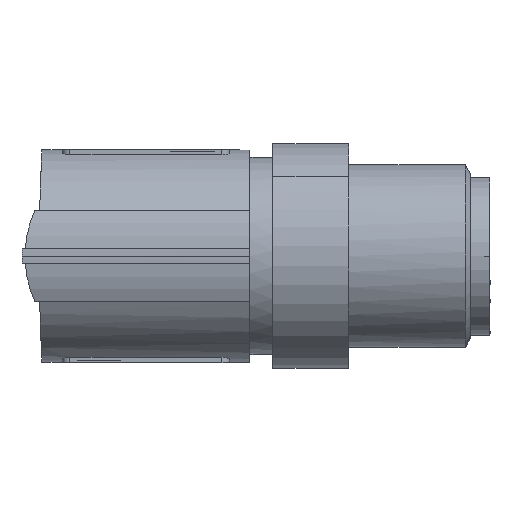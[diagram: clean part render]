
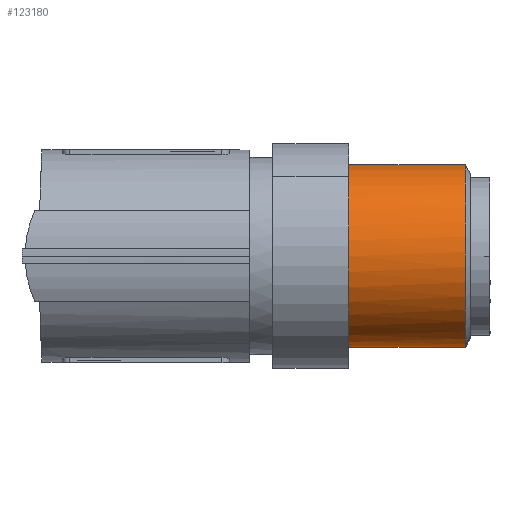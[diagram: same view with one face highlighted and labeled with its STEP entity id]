
A CAD part, left-side view. The second image highlights one B-rep face of the part: STEP entity #123180.
In plain terms, the highlighted cylindrical face has radius 6 mm (diameter 12 mm), a partial arc.
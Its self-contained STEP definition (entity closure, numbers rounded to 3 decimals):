
#59390=CARTESIAN_POINT('',(10.247,43.846,
212.75));
#59400=DIRECTION('',(-0.707,0.707,
0.));
#59410=DIRECTION('',(-0.707,-0.707,
0.));
#59420=AXIS2_PLACEMENT_3D('',#59390,#59400,#59410);
#59430=CIRCLE('',#59420,6.);
#59440=CARTESIAN_POINT('',(6.005,39.603,
212.75));
#59450=VERTEX_POINT('',#59440);
#59460=CARTESIAN_POINT('',(14.49,48.088,
212.75));
#59470=VERTEX_POINT('',#59460);
#59480=EDGE_CURVE('',#59450,#59470,#59430,.T.);
#59680=CARTESIAN_POINT('',(4.59,49.502,
212.75));
#59690=DIRECTION('',(-0.707,0.707,
0.));
#59700=DIRECTION('',(-0.707,-0.707,
0.));
#59710=AXIS2_PLACEMENT_3D('',#59680,#59690,#59700);
#59720=CYLINDRICAL_SURFACE('',#59710,6.);
#59730=CARTESIAN_POINT('',(8.833,53.745,
212.75));
#59740=DIRECTION('',(-0.707,0.707,
0.));
#59750=VECTOR('',#59740,1.);
#59760=LINE('',#59730,#59750);
#59770=CARTESIAN_POINT('',(9.057,53.521,
212.75));
#59780=VERTEX_POINT('',#59770);
#59790=EDGE_CURVE('',#59470,#59780,#59760,.T.);
#59810=CARTESIAN_POINT('',(4.815,49.278,
212.75));
#59820=DIRECTION('',(0.707,-0.707,
0.));
#59830=DIRECTION('',(0.683,0.683,
0.259));
#59840=AXIS2_PLACEMENT_3D('',#59810,#59820,#59830);
#59850=CIRCLE('',#59840,6.);
#59900=CARTESIAN_POINT('',(0.572,45.035,
212.75));
#59910=VERTEX_POINT('',#59900);
#59940=CARTESIAN_POINT('',(0.348,45.26,
212.75));
#59950=DIRECTION('',(-0.707,0.707,
0.));
#59960=VECTOR('',#59950,1.);
#59970=LINE('',#59940,#59960);
#59980=EDGE_CURVE('',#59450,#59910,#59970,.T.);
#60220=CARTESIAN_POINT('',(8.913,53.376,
214.303));
#60230=VERTEX_POINT('',#60220);
#60260=EDGE_CURVE('',#60230,#59910,#59850,.T.);
#119470=CARTESIAN_POINT('',(9.053,53.517,
213.012));
#119480=VERTEX_POINT('',#119470);
#119490=EDGE_CURVE('',#119480,#60230,#59850,.T.);
#119550=EDGE_CURVE('',#59780,#119480,#59850,.T.);
#123100=ORIENTED_EDGE('',*,*,#59790,.T.);
#123110=ORIENTED_EDGE('',*,*,#59480,.T.);
#123120=ORIENTED_EDGE('',*,*,#59980,.F.);
#123130=ORIENTED_EDGE('',*,*,#60260,.T.);
#123140=ORIENTED_EDGE('',*,*,#119490,.T.);
#123150=ORIENTED_EDGE('',*,*,#119550,.T.);
#123160=EDGE_LOOP('',(#123150,#123140,#123130,#123120,#123110,#123100));
#123170=FACE_OUTER_BOUND('',#123160,.T.);
#123180=ADVANCED_FACE('',(#123170),#59720,.T.);
